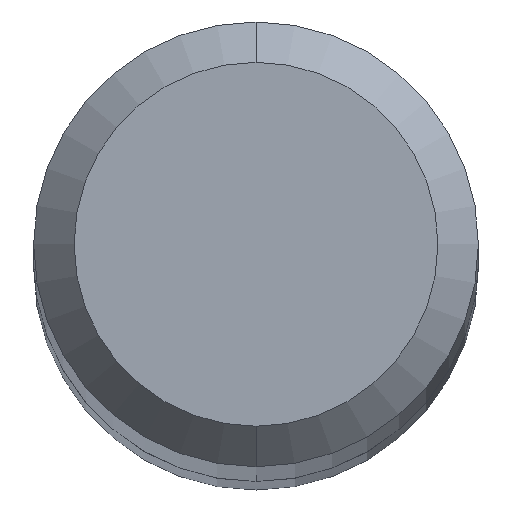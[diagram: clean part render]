
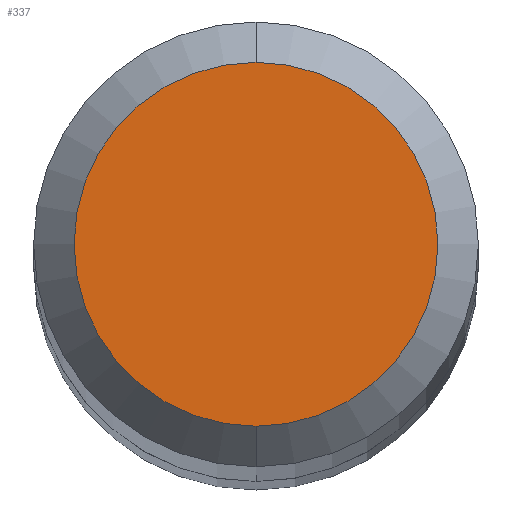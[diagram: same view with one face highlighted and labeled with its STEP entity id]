
A CAD part, top view. The second image highlights one B-rep face of the part: STEP entity #337.
In plain terms, the highlighted planar face has unit normal (0, 0, 1).
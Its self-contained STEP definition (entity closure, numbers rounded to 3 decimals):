
#169=EDGE_CURVE('',#405,#341,#444,.T.);
#329=EDGE_CURVE('',#341,#405,#624,.T.);
#337=ADVANCED_FACE('',(#632),#633,.T.);
#341=VERTEX_POINT('',#637);
#405=VERTEX_POINT('',#705);
#444=CIRCLE('',#793,1.35);
#624=CIRCLE('',#1133,1.35);
#632=FACE_OUTER_BOUND('',#1157,.T.);
#633=PLANE('',#1158);
#637=CARTESIAN_POINT('',(0.,-1.35,0.0));
#705=CARTESIAN_POINT('',(0.0,1.35,0.0));
#793=AXIS2_PLACEMENT_3D('',#1315,#1316,#1317);
#1133=AXIS2_PLACEMENT_3D('',#1547,#1548,#1549);
#1157=EDGE_LOOP('',(#1552,#1553));
#1158=AXIS2_PLACEMENT_3D('',#1554,#1555,#1556);
#1315=CARTESIAN_POINT('',(0.0,0.0,0.0));
#1316=DIRECTION('',(0.0,0.0,-1.0));
#1317=DIRECTION('',(0.0,1.0,0.0));
#1547=CARTESIAN_POINT('',(0.0,0.0,0.0));
#1548=DIRECTION('',(0.0,0.0,-1.0));
#1549=DIRECTION('',(0.0,1.0,0.0));
#1552=ORIENTED_EDGE('',*,*,#169,.F.);
#1553=ORIENTED_EDGE('',*,*,#329,.F.);
#1554=CARTESIAN_POINT('',(0.0,0.675,0.0));
#1555=DIRECTION('',(-0.0,0.0,1.0));
#1556=DIRECTION('',(0.0,-1.0,0.0));
